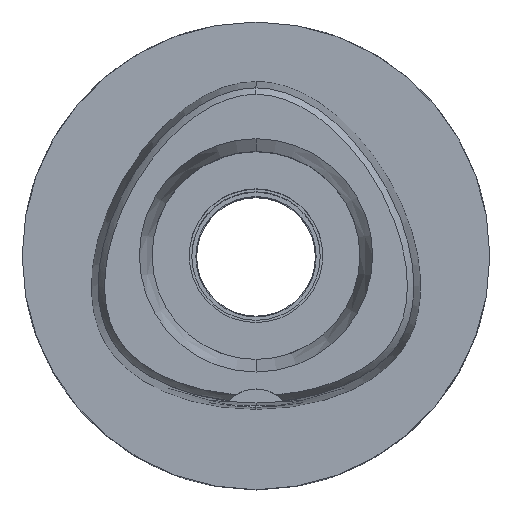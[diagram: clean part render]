
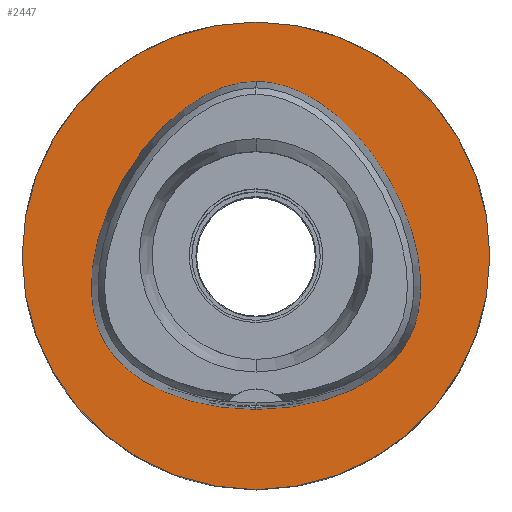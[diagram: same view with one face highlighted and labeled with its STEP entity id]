
A CAD part, top view. The second image highlights one B-rep face of the part: STEP entity #2447.
In plain terms, the highlighted planar face has unit normal (0, 0, 1).
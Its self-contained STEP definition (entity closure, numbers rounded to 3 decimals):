
#319=CARTESIAN_POINT('',(0.,0.,0.));
#320=DIRECTION('',(0.,0.,-1.));
#321=DIRECTION('',(0.,-1.,0.));
#322=AXIS2_PLACEMENT_3D('',#319,#320,#321);
#327=CARTESIAN_POINT('',(0.,0.,0.));
#328=DIRECTION('',(0.,0.,-1.));
#329=DIRECTION('',(0.,1.,0.));
#330=AXIS2_PLACEMENT_3D('',#327,#328,#329);
#335=CARTESIAN_POINT('',(0.,-20.675,0.));
#336=CARTESIAN_POINT('',(0.916,-20.675,0.));
#337=CARTESIAN_POINT('',(2.716,-20.605,
0.));
#338=CARTESIAN_POINT('',(5.361,-20.299,
0.));
#339=CARTESIAN_POINT('',(7.838,-19.813,0.));
#340=CARTESIAN_POINT('',(10.103,-19.178,0.));
#341=CARTESIAN_POINT('',(12.127,-18.428,0.));
#342=CARTESIAN_POINT('',(13.906,-17.593,0.));
#343=CARTESIAN_POINT('',(15.45,-16.697,0.));
#344=CARTESIAN_POINT('',(16.777,-15.759,0.));
#345=CARTESIAN_POINT('',(17.911,-14.79,0.));
#346=CARTESIAN_POINT('',(18.872,-13.798,0.));
#347=CARTESIAN_POINT('',(19.679,-12.783,0.));
#348=CARTESIAN_POINT('',(20.349,-11.745,0.));
#349=CARTESIAN_POINT('',(20.911,-10.647,0.));
#350=CARTESIAN_POINT('',(21.385,-9.444,0.));
#351=CARTESIAN_POINT('',(21.765,-8.114,0.));
#352=CARTESIAN_POINT('',(22.037,-6.649,0.));
#353=CARTESIAN_POINT('',(22.185,-5.029,0.));
#354=CARTESIAN_POINT('',(22.188,-3.243,0.));
#355=CARTESIAN_POINT('',(22.022,-1.284,0.));
#356=CARTESIAN_POINT('',(21.659,0.845,0.));
#357=CARTESIAN_POINT('',(21.076,3.124,0.));
#358=CARTESIAN_POINT('',(20.257,5.515,0.));
#359=CARTESIAN_POINT('',(19.201,7.955,0.));
#360=CARTESIAN_POINT('',(17.93,10.364,0.));
#361=CARTESIAN_POINT('',(16.477,12.669,0.));
#362=CARTESIAN_POINT('',(14.891,14.801,0.));
#363=CARTESIAN_POINT('',(13.231,16.704,0.));
#364=CARTESIAN_POINT('',(11.548,18.346,0.));
#365=CARTESIAN_POINT('',(9.887,19.723,0.));
#366=CARTESIAN_POINT('',(8.275,20.844,0.));
#367=CARTESIAN_POINT('',(6.727,21.732,0.));
#368=CARTESIAN_POINT('',(5.251,22.412,0.));
#369=CARTESIAN_POINT('',(3.846,22.909,0.));
#370=CARTESIAN_POINT('',(2.506,23.244,0.));
#371=CARTESIAN_POINT('',(1.226,23.435,
0.));
#372=CARTESIAN_POINT('',(0.403,23.475,
0.));
#373=CARTESIAN_POINT('',(0.,23.475,
0.));
#378=CARTESIAN_POINT('',(0.,23.475,
0.));
#379=CARTESIAN_POINT('',(-0.403,23.475,
0.));
#380=CARTESIAN_POINT('',(-1.226,23.435,
0.));
#381=CARTESIAN_POINT('',(-2.506,23.244,
0.));
#382=CARTESIAN_POINT('',(-3.846,22.909,0.));
#383=CARTESIAN_POINT('',(-5.251,22.413,0.));
#384=CARTESIAN_POINT('',(-6.727,21.733,0.));
#385=CARTESIAN_POINT('',(-8.274,20.845,0.));
#386=CARTESIAN_POINT('',(-9.886,19.723,0.));
#387=CARTESIAN_POINT('',(-11.548,18.347,0.));
#388=CARTESIAN_POINT('',(-13.23,16.705,0.));
#389=CARTESIAN_POINT('',(-14.89,14.803,0.));
#390=CARTESIAN_POINT('',(-16.476,12.671,0.));
#391=CARTESIAN_POINT('',(-17.928,10.367,0.));
#392=CARTESIAN_POINT('',(-19.199,7.958,0.));
#393=CARTESIAN_POINT('',(-20.255,5.519,0.));
#394=CARTESIAN_POINT('',(-21.074,3.129,0.));
#395=CARTESIAN_POINT('',(-21.658,0.85,0.));
#396=CARTESIAN_POINT('',(-22.021,-1.279,0.));
#397=CARTESIAN_POINT('',(-22.188,-3.237,0.));
#398=CARTESIAN_POINT('',(-22.185,-5.023,0.));
#399=CARTESIAN_POINT('',(-22.037,-6.643,0.));
#400=CARTESIAN_POINT('',(-21.766,-8.109,0.));
#401=CARTESIAN_POINT('',(-21.387,-9.44,0.));
#402=CARTESIAN_POINT('',(-20.914,-10.642,0.));
#403=CARTESIAN_POINT('',(-20.35,-11.744,0.));
#404=CARTESIAN_POINT('',(-19.678,-12.784,0.));
#405=CARTESIAN_POINT('',(-18.872,-13.797,0.));
#406=CARTESIAN_POINT('',(-17.912,-14.79,0.));
#407=CARTESIAN_POINT('',(-16.778,-15.758,0.));
#408=CARTESIAN_POINT('',(-15.451,-16.696,0.));
#409=CARTESIAN_POINT('',(-13.907,-17.592,0.));
#410=CARTESIAN_POINT('',(-12.128,-18.427,0.));
#411=CARTESIAN_POINT('',(-10.104,-19.178,0.));
#412=CARTESIAN_POINT('',(-7.839,-19.813,0.));
#413=CARTESIAN_POINT('',(-5.361,-20.299,
0.));
#414=CARTESIAN_POINT('',(-2.716,-20.605,
0.));
#415=CARTESIAN_POINT('',(-0.916,-20.675,0.));
#416=CARTESIAN_POINT('',(0.,-20.675,0.));
#1595=VERTEX_POINT('',#378);
#1596=VERTEX_POINT('',#416);
#1601=CARTESIAN_POINT('',(0.,-31.5,0.));
#1602=CARTESIAN_POINT('',(0.,31.5,0.));
#1603=VERTEX_POINT('',#1601);
#1604=VERTEX_POINT('',#1602);
#2431=CARTESIAN_POINT('',(0.,0.,0.));
#2432=DIRECTION('',(0.,0.,-1.));
#2433=DIRECTION('',(0.,-1.,0.));
#2434=AXIS2_PLACEMENT_3D('',#2431,#2432,#2433);
#2435=PLANE('',#2434);
#2437=ORIENTED_EDGE('',*,*,#2436,.T.);
#2439=ORIENTED_EDGE('',*,*,#2438,.T.);
#2440=EDGE_LOOP('',(#2437,#2439));
#2441=FACE_OUTER_BOUND('',#2440,.F.);
#2443=ORIENTED_EDGE('',*,*,#2442,.T.);
#2444=ORIENTED_EDGE('',*,*,#2414,.T.);
#2445=EDGE_LOOP('',(#2443,#2444));
#2446=FACE_BOUND('',#2445,.F.);
#323=CIRCLE('',#322,31.5);
#331=CIRCLE('',#330,31.5);
#374=B_SPLINE_CURVE_WITH_KNOTS('',3,(#335,#336,#337,#338,#339,#340,#341,#342,
#343,#344,#345,#346,#347,#348,#349,#350,#351,#352,#353,#354,#355,#356,#357,#358,
#359,#360,#361,#362,#363,#364,#365,#366,#367,#368,#369,#370,#371,#372,#373),
.UNSPECIFIED.,.F.,.F.,(4,1,1,1,1,1,1,1,1,1,1,1,1,1,1,1,1,1,1,1,1,1,1,1,1,1,1,1,
1,1,1,1,1,1,1,1,4),(0.,0.028,0.056,0.083,
0.111,0.139,0.167,0.194,
0.222,0.25,0.278,0.306,0.333,
0.361,0.389,0.417,0.444,
0.472,0.5,0.528,0.556,0.583,
0.611,0.639,0.667,0.694,
0.722,0.75,0.778,0.806,0.833,
0.861,0.889,0.917,0.944,
0.972,1.),.UNSPECIFIED.);
#417=B_SPLINE_CURVE_WITH_KNOTS('',3,(#378,#379,#380,#381,#382,#383,#384,#385,
#386,#387,#388,#389,#390,#391,#392,#393,#394,#395,#396,#397,#398,#399,#400,#401,
#402,#403,#404,#405,#406,#407,#408,#409,#410,#411,#412,#413,#414,#415,#416),
.UNSPECIFIED.,.F.,.F.,(4,1,1,1,1,1,1,1,1,1,1,1,1,1,1,1,1,1,1,1,1,1,1,1,1,1,1,1,
1,1,1,1,1,1,1,1,4),(0.,0.028,0.056,0.083,
0.111,0.139,0.167,0.194,
0.222,0.25,0.278,0.306,0.333,
0.361,0.389,0.417,0.444,
0.472,0.5,0.528,0.556,0.583,
0.611,0.639,0.667,0.694,
0.722,0.75,0.778,0.806,0.833,
0.861,0.889,0.917,0.944,
0.972,1.),.UNSPECIFIED.);
#2414=EDGE_CURVE('',#1595,#1596,#417,.T.);
#2436=EDGE_CURVE('',#1603,#1604,#323,.T.);
#2438=EDGE_CURVE('',#1604,#1603,#331,.T.);
#2442=EDGE_CURVE('',#1596,#1595,#374,.T.);
#2447=ADVANCED_FACE('',(#2441,#2446),#2435,.F.);
